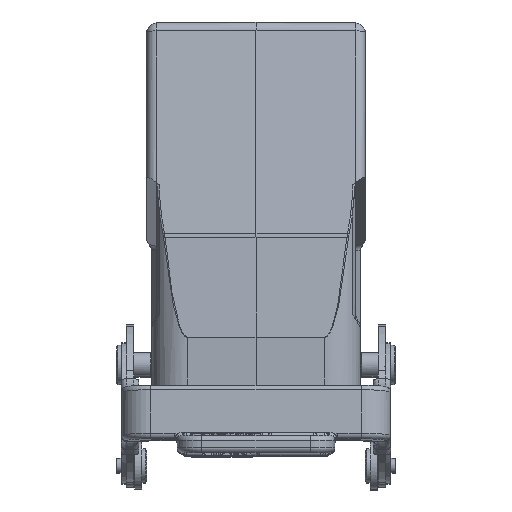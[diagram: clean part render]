
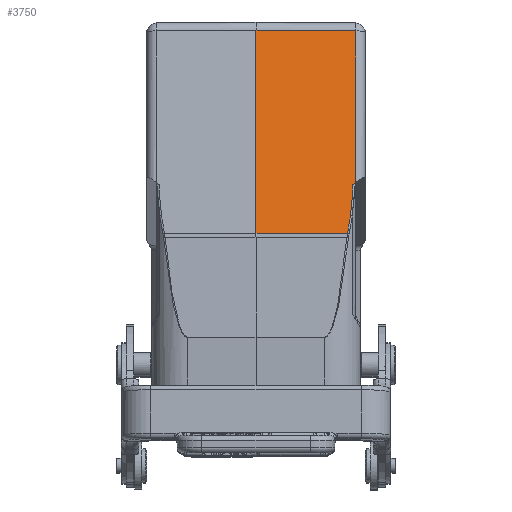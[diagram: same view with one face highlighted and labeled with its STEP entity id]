
A CAD part, top view. The second image highlights one B-rep face of the part: STEP entity #3750.
In plain terms, the highlighted planar face has unit normal (0.009, 0.174, 0.985).
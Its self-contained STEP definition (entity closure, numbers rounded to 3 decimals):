
#2143=CIRCLE('',#29841,62.334);
#3750=ADVANCED_FACE('',(#6007),#4576,.T.);
#4576=PLANE('',#29921);
#6007=FACE_OUTER_BOUND('',#7863,.T.);
#7863=EDGE_LOOP('',(#20741,#20742,#20743,#20744,#20745,#20746,#20747));
#10689=LINE('',#52240,#13033);
#10690=LINE('',#52244,#13034);
#10729=LINE('',#52606,#13073);
#10730=LINE('',#52608,#13074);
#10731=LINE('',#52610,#13075);
#13033=VECTOR('',#37062,1.);
#13034=VECTOR('',#37067,1.);
#13073=VECTOR('',#37266,1.);
#13074=VECTOR('',#37269,1.);
#13075=VECTOR('',#37270,1.);
#20741=ORIENTED_EDGE('',*,*,#27115,.F.);
#20742=ORIENTED_EDGE('',*,*,#27110,.F.);
#20743=ORIENTED_EDGE('',*,*,#27108,.T.);
#20744=ORIENTED_EDGE('',*,*,#27204,.F.);
#20745=ORIENTED_EDGE('',*,*,#27205,.F.);
#20746=ORIENTED_EDGE('',*,*,#27206,.T.);
#20747=ORIENTED_EDGE('',*,*,#27207,.F.);
#23292=VERTEX_POINT('',#52237);
#23293=VERTEX_POINT('',#52241);
#23294=VERTEX_POINT('',#52245);
#23297=VERTEX_POINT('',#52270);
#23342=VERTEX_POINT('',#52603);
#23343=VERTEX_POINT('',#52609);
#23344=VERTEX_POINT('',#52611);
#27108=EDGE_CURVE('',#23293,#23292,#10689,.T.);
#27110=EDGE_CURVE('',#23293,#23294,#10690,.T.);
#27115=EDGE_CURVE('',#23294,#23297,#2143,.T.);
#27204=EDGE_CURVE('',#23342,#23292,#10729,.T.);
#27205=EDGE_CURVE('',#23343,#23342,#10730,.T.);
#27206=EDGE_CURVE('',#23343,#23344,#10731,.T.);
#27207=EDGE_CURVE('',#23297,#23344,#27421,.T.);
#27421=ELLIPSE('',#29920,40.313,7.);
#29841=AXIS2_PLACEMENT_3D('',#52275,#37072,#37073);
#29920=AXIS2_PLACEMENT_3D('',#52612,#37271,#37272);
#29921=AXIS2_PLACEMENT_3D('',#52613,#37273,#37274);
#37062=DIRECTION('',(0.,0.985,-0.174));
#37067=DIRECTION('',(-0.762,-0.637,0.119));
#37072=DIRECTION('',(-0.009,-0.174,-0.985));
#37073=DIRECTION('',(0.,-0.985,0.174));
#37266=DIRECTION('',(1.,-0.009,-0.007));
#37269=DIRECTION('',(0.,0.985,-0.174));
#37270=DIRECTION('',(1.,-0.001,-0.009));
#37271=DIRECTION('',(-0.009,-0.174,-0.985));
#37272=DIRECTION('',(0.002,-0.985,0.174));
#37273=DIRECTION('',(0.009,0.174,0.985));
#37274=DIRECTION('',(0.,-0.985,0.174));
#52237=CARTESIAN_POINT('',(20.517,19.584,50.546));
#52240=CARTESIAN_POINT('',(20.517,-11.704,56.062));
#52241=CARTESIAN_POINT('',(20.517,-11.704,56.062));
#52244=CARTESIAN_POINT('',(20.517,-11.704,56.062));
#52245=CARTESIAN_POINT('',(19.963,-12.168,56.149));
#52270=CARTESIAN_POINT('',(19.449,-18.497,57.27));
#52275=CARTESIAN_POINT('',(-42.345,-10.389,56.388));
#52603=CARTESIAN_POINT('',(0.,19.763,50.696));
#52606=CARTESIAN_POINT('',(-0.012,19.763,50.696));
#52608=CARTESIAN_POINT('',(0.,-22.152,58.087));
#52609=CARTESIAN_POINT('',(0.,-22.155,58.087));
#52610=CARTESIAN_POINT('',(0.017,-22.155,58.087));
#52611=CARTESIAN_POINT('',(18.848,-22.176,57.924));
#52612=CARTESIAN_POINT('',(14.004,6.729,52.87));
#52613=CARTESIAN_POINT('',(0.,21.415,50.404));
